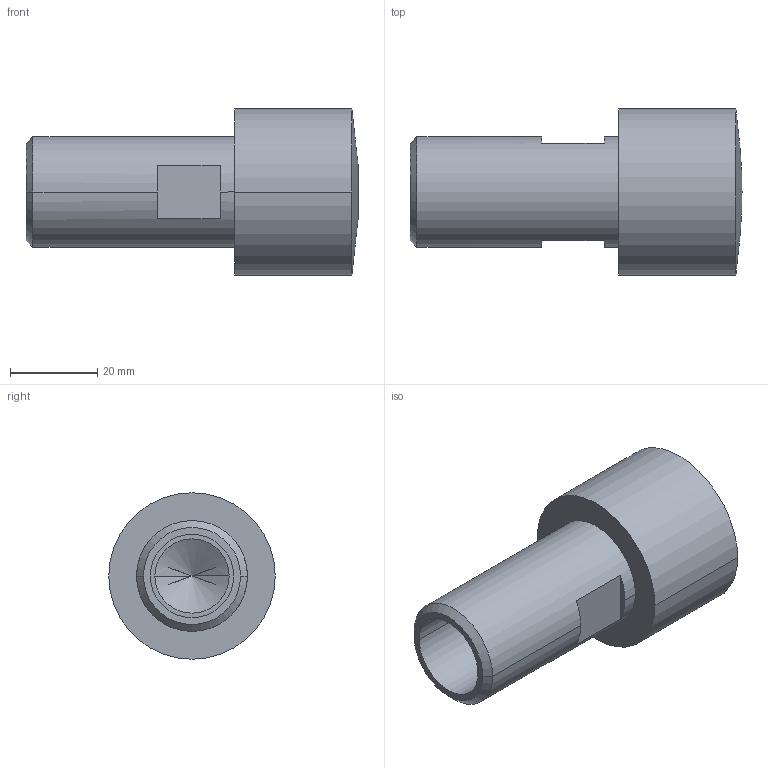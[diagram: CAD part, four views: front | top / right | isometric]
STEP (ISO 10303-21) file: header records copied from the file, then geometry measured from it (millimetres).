
FILE_DESCRIPTION((''),'2;1');
FILE_NAME('E163','2000-06-30T12:01:14',(''),(''),'AutoCAD STEP 2000','AutoCAD 2000',', , ');
FILE_SCHEMA(('CONFIG_CONTROL_DESIGN'));
Length unit declared in the file: inch
Bounding box: 76.02 x 38.1 x 38.1 mm (x, y, z)
Volume: 45071.6 mm3; surface area: 11377.5 mm2
Topology: 1 solids, 1 shells, 23 faces, 53 edges, 33 vertices
Faces by surface type: cylinder 8, plane 6, cone 4, bspline 3, sphere 2
Entity records: 749 total; most frequent: DIRECTION 122, CARTESIAN_POINT 117, ORIENTED_EDGE 102, EDGE_CURVE 51, AXIS2_PLACEMENT_3D 50, VERTEX_POINT 33, CIRCLE 29, EDGE_LOOP 26
